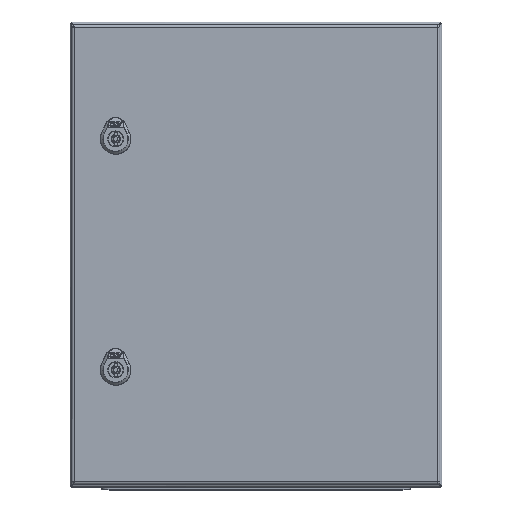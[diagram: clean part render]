
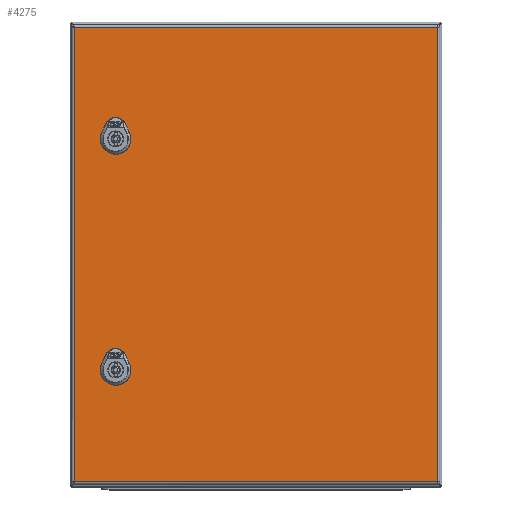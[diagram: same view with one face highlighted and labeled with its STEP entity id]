
A CAD part, top view. The second image highlights one B-rep face of the part: STEP entity #4275.
In plain terms, the highlighted face is planar.
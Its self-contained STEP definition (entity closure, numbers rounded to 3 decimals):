
#885=FACE_BOUND('',#6691,.T.);
#886=FACE_BOUND('',#6692,.T.);
#887=FACE_BOUND('',#6693,.T.);
#4275=ADVANCED_FACE('',(#885,#886,#887),#4941,.F.);
#4941=PLANE('',#19996);
#6691=EDGE_LOOP('',(#11128,#11129,#11130,#11131,#11132,#11133,#11134,#11135));
#6692=EDGE_LOOP('',(#11136,#11137,#11138,#11139,#11140,#11141,#11142,#11143));
#6693=EDGE_LOOP('',(#11144,#11145,#11146,#11147));
#7618=CIRCLE('',#19988,11.25);
#7619=CIRCLE('',#19989,11.25);
#7620=CIRCLE('',#19990,11.25);
#7621=CIRCLE('',#19991,11.25);
#7622=CIRCLE('',#19992,11.25);
#7623=CIRCLE('',#19993,11.25);
#7624=CIRCLE('',#19994,11.25);
#7625=CIRCLE('',#19995,11.25);
#11128=ORIENTED_EDGE('',*,*,#15745,.T.);
#11129=ORIENTED_EDGE('',*,*,#15746,.T.);
#11130=ORIENTED_EDGE('',*,*,#15747,.T.);
#11131=ORIENTED_EDGE('',*,*,#15748,.T.);
#11132=ORIENTED_EDGE('',*,*,#15749,.T.);
#11133=ORIENTED_EDGE('',*,*,#15750,.T.);
#11134=ORIENTED_EDGE('',*,*,#15751,.T.);
#11135=ORIENTED_EDGE('',*,*,#15752,.T.);
#11136=ORIENTED_EDGE('',*,*,#15753,.T.);
#11137=ORIENTED_EDGE('',*,*,#15754,.T.);
#11138=ORIENTED_EDGE('',*,*,#15755,.T.);
#11139=ORIENTED_EDGE('',*,*,#15756,.T.);
#11140=ORIENTED_EDGE('',*,*,#15757,.T.);
#11141=ORIENTED_EDGE('',*,*,#15758,.T.);
#11142=ORIENTED_EDGE('',*,*,#15759,.T.);
#11143=ORIENTED_EDGE('',*,*,#15760,.T.);
#11144=ORIENTED_EDGE('',*,*,#15761,.T.);
#11145=ORIENTED_EDGE('',*,*,#15762,.T.);
#11146=ORIENTED_EDGE('',*,*,#15763,.T.);
#11147=ORIENTED_EDGE('',*,*,#15764,.T.);
#13754=VERTEX_POINT('',#35758);
#13755=VERTEX_POINT('',#35759);
#13756=VERTEX_POINT('',#35761);
#13757=VERTEX_POINT('',#35763);
#13758=VERTEX_POINT('',#35765);
#13759=VERTEX_POINT('',#35767);
#13760=VERTEX_POINT('',#35769);
#13761=VERTEX_POINT('',#35771);
#13762=VERTEX_POINT('',#35774);
#13763=VERTEX_POINT('',#35775);
#13764=VERTEX_POINT('',#35777);
#13765=VERTEX_POINT('',#35779);
#13766=VERTEX_POINT('',#35781);
#13767=VERTEX_POINT('',#35783);
#13768=VERTEX_POINT('',#35785);
#13769=VERTEX_POINT('',#35787);
#13770=VERTEX_POINT('',#35790);
#13771=VERTEX_POINT('',#35791);
#13772=VERTEX_POINT('',#35793);
#13773=VERTEX_POINT('',#35795);
#15745=EDGE_CURVE('',#13754,#13755,#17352,.T.);
#15746=EDGE_CURVE('',#13755,#13756,#7618,.T.);
#15747=EDGE_CURVE('',#13756,#13757,#17353,.T.);
#15748=EDGE_CURVE('',#13757,#13758,#7619,.T.);
#15749=EDGE_CURVE('',#13758,#13759,#17354,.T.);
#15750=EDGE_CURVE('',#13759,#13760,#7620,.T.);
#15751=EDGE_CURVE('',#13760,#13761,#17355,.T.);
#15752=EDGE_CURVE('',#13761,#13754,#7621,.T.);
#15753=EDGE_CURVE('',#13762,#13763,#17356,.T.);
#15754=EDGE_CURVE('',#13763,#13764,#7622,.T.);
#15755=EDGE_CURVE('',#13764,#13765,#17357,.T.);
#15756=EDGE_CURVE('',#13765,#13766,#7623,.T.);
#15757=EDGE_CURVE('',#13766,#13767,#17358,.T.);
#15758=EDGE_CURVE('',#13767,#13768,#7624,.T.);
#15759=EDGE_CURVE('',#13768,#13769,#17359,.T.);
#15760=EDGE_CURVE('',#13769,#13762,#7625,.T.);
#15761=EDGE_CURVE('',#13770,#13771,#17360,.T.);
#15762=EDGE_CURVE('',#13771,#13772,#17361,.T.);
#15763=EDGE_CURVE('',#13772,#13773,#17362,.T.);
#15764=EDGE_CURVE('',#13773,#13770,#17363,.T.);
#17352=LINE('',#35757,#18566);
#17353=LINE('',#35762,#18567);
#17354=LINE('',#35766,#18568);
#17355=LINE('',#35770,#18569);
#17356=LINE('',#35773,#18570);
#17357=LINE('',#35778,#18571);
#17358=LINE('',#35782,#18572);
#17359=LINE('',#35786,#18573);
#17360=LINE('',#35789,#18574);
#17361=LINE('',#35792,#18575);
#17362=LINE('',#35794,#18576);
#17363=LINE('',#35796,#18577);
#18566=VECTOR('',#23352,1.);
#18567=VECTOR('',#23355,1.);
#18568=VECTOR('',#23358,1.);
#18569=VECTOR('',#23361,1.);
#18570=VECTOR('',#23364,1.);
#18571=VECTOR('',#23367,1.);
#18572=VECTOR('',#23370,1.);
#18573=VECTOR('',#23373,1.);
#18574=VECTOR('',#23376,1.);
#18575=VECTOR('',#23377,1.);
#18576=VECTOR('',#23378,1.);
#18577=VECTOR('',#23379,1.);
#19988=AXIS2_PLACEMENT_3D('',#35760,#23353,#23354);
#19989=AXIS2_PLACEMENT_3D('',#35764,#23356,#23357);
#19990=AXIS2_PLACEMENT_3D('',#35768,#23359,#23360);
#19991=AXIS2_PLACEMENT_3D('',#35772,#23362,#23363);
#19992=AXIS2_PLACEMENT_3D('',#35776,#23365,#23366);
#19993=AXIS2_PLACEMENT_3D('',#35780,#23368,#23369);
#19994=AXIS2_PLACEMENT_3D('',#35784,#23371,#23372);
#19995=AXIS2_PLACEMENT_3D('',#35788,#23374,#23375);
#19996=AXIS2_PLACEMENT_3D('',#35797,#23380,#23381);
#23352=DIRECTION('',(-1.,0.,0.));
#23353=DIRECTION('',(0.,0.,1.));
#23354=DIRECTION('',(1.,0.,0.));
#23355=DIRECTION('',(0.,-1.,0.));
#23356=DIRECTION('',(0.,0.,1.));
#23357=DIRECTION('',(1.,0.,0.));
#23358=DIRECTION('',(1.,0.,0.));
#23359=DIRECTION('',(0.,0.,1.));
#23360=DIRECTION('',(1.,0.,0.));
#23361=DIRECTION('',(0.,1.,0.));
#23362=DIRECTION('',(0.,0.,1.));
#23363=DIRECTION('',(1.,0.,0.));
#23364=DIRECTION('',(-1.,0.,0.));
#23365=DIRECTION('',(0.,0.,1.));
#23366=DIRECTION('',(1.,0.,0.));
#23367=DIRECTION('',(0.,-1.,0.));
#23368=DIRECTION('',(0.,0.,1.));
#23369=DIRECTION('',(1.,0.,0.));
#23370=DIRECTION('',(1.,0.,0.));
#23371=DIRECTION('',(0.,0.,1.));
#23372=DIRECTION('',(1.,0.,0.));
#23373=DIRECTION('',(0.,1.,0.));
#23374=DIRECTION('',(0.,0.,1.));
#23375=DIRECTION('',(1.,0.,0.));
#23376=DIRECTION('',(0.,1.,0.));
#23377=DIRECTION('',(1.,0.,0.));
#23378=DIRECTION('',(0.,-1.,0.));
#23379=DIRECTION('',(-1.,0.,0.));
#23380=DIRECTION('',(0.,0.,1.));
#23381=DIRECTION('',(-1.,0.,0.));
#35757=CARTESIAN_POINT('',(-195.65,-114.,0.));
#35758=CARTESIAN_POINT('',(155.396,-114.,0.));
#35759=CARTESIAN_POINT('',(145.904,-114.,0.));
#35760=CARTESIAN_POINT('',(150.65,-124.2,0.));
#35761=CARTESIAN_POINT('',(140.45,-119.454,0.));
#35762=CARTESIAN_POINT('',(140.45,-244.7,0.));
#35763=CARTESIAN_POINT('',(140.45,-128.946,0.));
#35764=CARTESIAN_POINT('',(150.65,-124.2,0.));
#35765=CARTESIAN_POINT('',(145.904,-134.4,0.));
#35766=CARTESIAN_POINT('',(-195.65,-134.4,0.));
#35767=CARTESIAN_POINT('',(155.396,-134.4,0.));
#35768=CARTESIAN_POINT('',(150.65,-124.2,0.));
#35769=CARTESIAN_POINT('',(160.85,-128.946,0.));
#35770=CARTESIAN_POINT('',(160.85,-244.7,0.));
#35771=CARTESIAN_POINT('',(160.85,-119.454,0.));
#35772=CARTESIAN_POINT('',(150.65,-124.2,0.));
#35773=CARTESIAN_POINT('',(-195.65,134.4,0.));
#35774=CARTESIAN_POINT('',(155.396,134.4,0.));
#35775=CARTESIAN_POINT('',(145.904,134.4,0.));
#35776=CARTESIAN_POINT('',(150.65,124.2,0.));
#35777=CARTESIAN_POINT('',(140.45,128.946,0.));
#35778=CARTESIAN_POINT('',(140.45,-244.7,0.));
#35779=CARTESIAN_POINT('',(140.45,119.454,0.));
#35780=CARTESIAN_POINT('',(150.65,124.2,0.));
#35781=CARTESIAN_POINT('',(145.904,114.,0.));
#35782=CARTESIAN_POINT('',(-195.65,114.,0.));
#35783=CARTESIAN_POINT('',(155.396,114.,0.));
#35784=CARTESIAN_POINT('',(150.65,124.2,0.));
#35785=CARTESIAN_POINT('',(160.85,119.454,0.));
#35786=CARTESIAN_POINT('',(160.85,-244.7,0.));
#35787=CARTESIAN_POINT('',(160.85,128.946,0.));
#35788=CARTESIAN_POINT('',(150.65,124.2,0.));
#35789=CARTESIAN_POINT('',(-195.35,-244.7,0.));
#35790=CARTESIAN_POINT('',(-195.35,-244.4,0.));
#35791=CARTESIAN_POINT('',(-195.35,244.4,0.));
#35792=CARTESIAN_POINT('',(-195.65,244.4,0.));
#35793=CARTESIAN_POINT('',(195.35,244.4,0.));
#35794=CARTESIAN_POINT('',(195.35,-244.7,0.));
#35795=CARTESIAN_POINT('',(195.35,-244.4,0.));
#35796=CARTESIAN_POINT('',(-195.65,-244.4,0.));
#35797=CARTESIAN_POINT('',(-195.65,-244.7,0.));
